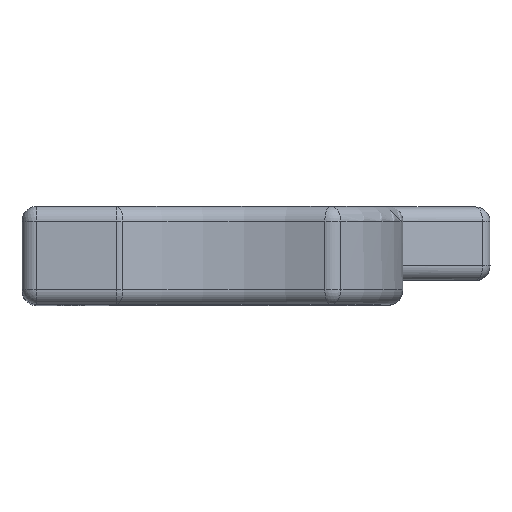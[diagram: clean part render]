
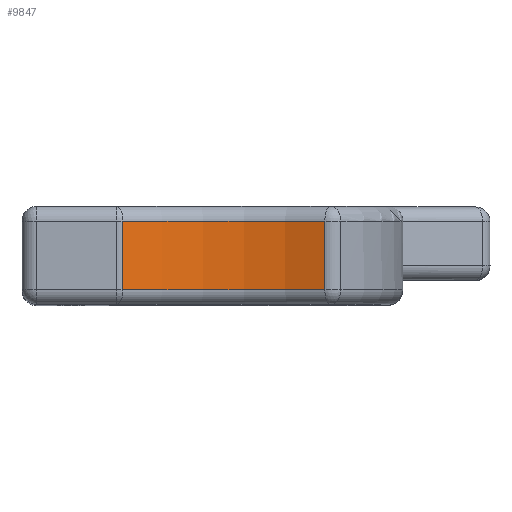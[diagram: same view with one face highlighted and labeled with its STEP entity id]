
A CAD part, top view. The second image highlights one B-rep face of the part: STEP entity #9847.
In plain terms, the highlighted cylindrical face has radius 51.852 mm (diameter 103.704 mm), a partial arc.
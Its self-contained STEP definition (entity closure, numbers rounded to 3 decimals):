
#1186=CYLINDRICAL_SURFACE('',#10453,51.852);
#1466=FACE_OUTER_BOUND('',#2058,.T.);
#2058=EDGE_LOOP('',(#7923,#7924,#7925,#7926));
#2710=LINE('',#17169,#3346);
#2712=LINE('',#17183,#3348);
#3346=VECTOR('',#11454,10.);
#3348=VECTOR('',#11476,10.);
#3795=CIRCLE('',#10444,51.852);
#3801=CIRCLE('',#10454,51.852);
#4584=VERTEX_POINT('',#17161);
#4586=VERTEX_POINT('',#17167);
#4587=VERTEX_POINT('',#17176);
#4588=VERTEX_POINT('',#17182);
#5838=EDGE_CURVE('',#4586,#4584,#2710,.T.);
#5842=EDGE_CURVE('',#4584,#4587,#3795,.T.);
#5845=EDGE_CURVE('',#4587,#4588,#2712,.T.);
#5849=EDGE_CURVE('',#4588,#4586,#3801,.T.);
#7923=ORIENTED_EDGE('',*,*,#5838,.F.);
#7924=ORIENTED_EDGE('',*,*,#5849,.F.);
#7925=ORIENTED_EDGE('',*,*,#5845,.F.);
#7926=ORIENTED_EDGE('',*,*,#5842,.F.);
#9847=ADVANCED_FACE('',(#1466),#1186,.F.);
#10444=AXIS2_PLACEMENT_3D('',#17177,#11466,#11467);
#10453=AXIS2_PLACEMENT_3D('',#17188,#11485,#11486);
#10454=AXIS2_PLACEMENT_3D('',#17189,#11487,#11488);
#11454=DIRECTION('',(0.,1.,0.));
#11466=DIRECTION('center_axis',(0.,-1.,0.));
#11467=DIRECTION('ref_axis',(-0.009,0.,
-1.));
#11476=DIRECTION('',(0.,-1.,0.));
#11485=DIRECTION('center_axis',(0.,-1.,0.));
#11486=DIRECTION('ref_axis',(-0.428,0.,-0.904));
#11487=DIRECTION('center_axis',(0.,1.,0.));
#11488=DIRECTION('ref_axis',(-0.009,0.,
-1.));
#17161=CARTESIAN_POINT('',(189.62,830.,350.441));
#17167=CARTESIAN_POINT('',(189.62,816.,350.441));
#17169=CARTESIAN_POINT('',(189.62,833.,350.441));
#17176=CARTESIAN_POINT('',(230.846,830.,349.561));
#17177=CARTESIAN_POINT('Origin',(211.249,830.,397.566));
#17182=CARTESIAN_POINT('',(230.846,816.,349.561));
#17183=CARTESIAN_POINT('',(230.846,833.,349.561));
#17188=CARTESIAN_POINT('Origin',(211.249,833.,397.566));
#17189=CARTESIAN_POINT('Origin',(211.249,816.,397.566));
